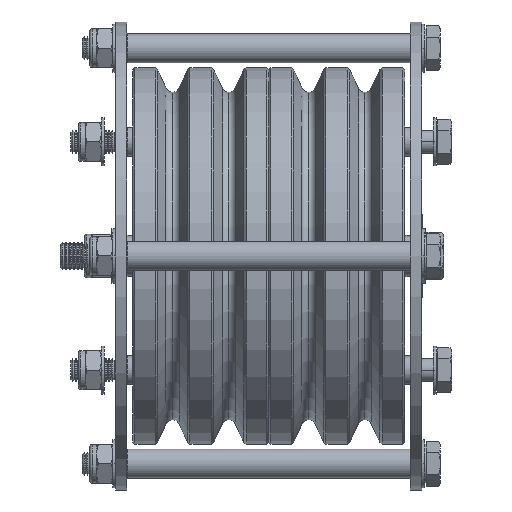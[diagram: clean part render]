
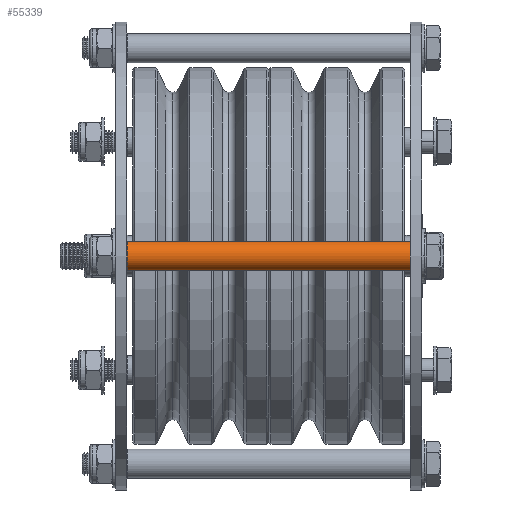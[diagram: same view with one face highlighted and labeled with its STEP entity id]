
A CAD part, front view. The second image highlights one B-rep face of the part: STEP entity #55339.
In plain terms, the highlighted cylindrical face has radius 6.35 mm (diameter 12.7 mm), a partial arc.
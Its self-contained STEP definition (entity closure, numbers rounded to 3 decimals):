
#110 = CARTESIAN_POINT ( 'NONE',  ( -6.35, 0., 62. ) ) ;
#6847 = DIRECTION ( 'NONE',  ( -1., 0., 0. ) ) ;
#7158 = CARTESIAN_POINT ( 'NONE',  ( 6.35, 0., 62. ) ) ;
#8333 = EDGE_CURVE ( 'NONE', #55226, #49606, #50202, .T. ) ;
#10890 = AXIS2_PLACEMENT_3D ( 'NONE', #28280, #22281, #64977 ) ;
#14514 = CARTESIAN_POINT ( 'NONE',  ( 6.35, 0., -62. ) ) ;
#16210 = DIRECTION ( 'NONE',  ( 1., 0., 0. ) ) ;
#19946 = ORIENTED_EDGE ( 'NONE', *, *, #8333, .T. ) ;
#21384 = VECTOR ( 'NONE', #55662, 1000. ) ;
#22281 = DIRECTION ( 'NONE',  ( 0., 0., 1. ) ) ;
#25525 = AXIS2_PLACEMENT_3D ( 'NONE', #31225, #26822, #16210 ) ;
#26822 = DIRECTION ( 'NONE',  ( 0., 0., 1. ) ) ;
#27401 = DIRECTION ( 'NONE',  ( 0., 0., -1. ) ) ;
#27595 = ORIENTED_EDGE ( 'NONE', *, *, #58141, .T. ) ;
#28280 = CARTESIAN_POINT ( 'NONE',  ( 0., 0., 62. ) ) ;
#28379 = EDGE_CURVE ( 'NONE', #53424, #39497, #59407, .T. ) ;
#31225 = CARTESIAN_POINT ( 'NONE',  ( 0., 0., -62. ) ) ;
#31817 = CIRCLE ( 'NONE', #10890, 6.35 ) ;
#32280 = EDGE_CURVE ( 'NONE', #55226, #53424, #31817, .T. ) ;
#33179 = CARTESIAN_POINT ( 'NONE',  ( 0., 0., 62. ) ) ;
#34472 = EDGE_LOOP ( 'NONE', ( #41018, #19946, #27595, #62218 ) ) ;
#38520 = CIRCLE ( 'NONE', #25525, 6.35 ) ;
#39243 = DIRECTION ( 'NONE',  ( 0., 0., -1. ) ) ;
#39497 = VERTEX_POINT ( 'NONE', #40194 ) ;
#40194 = CARTESIAN_POINT ( 'NONE',  ( -6.35, 0., -62. ) ) ;
#41018 = ORIENTED_EDGE ( 'NONE', *, *, #32280, .F. ) ;
#41935 = VECTOR ( 'NONE', #39243, 1000. ) ;
#42458 = CARTESIAN_POINT ( 'NONE',  ( 6.35, 0., 62. ) ) ;
#44615 = CARTESIAN_POINT ( 'NONE',  ( -6.35, 0., 62. ) ) ;
#49606 = VERTEX_POINT ( 'NONE', #14514 ) ;
#50202 = LINE ( 'NONE', #7158, #41935 ) ;
#51861 = AXIS2_PLACEMENT_3D ( 'NONE', #33179, #27401, #6847 ) ;
#53424 = VERTEX_POINT ( 'NONE', #110 ) ;
#55226 = VERTEX_POINT ( 'NONE', #42458 ) ;
#55339 = ADVANCED_FACE ( 'NONE', ( #61836 ), #57726, .T. ) ;
#55662 = DIRECTION ( 'NONE',  ( 0., 0., -1. ) ) ;
#57726 = CYLINDRICAL_SURFACE ( 'NONE', #51861, 6.35 ) ;
#58141 = EDGE_CURVE ( 'NONE', #49606, #39497, #38520, .T. ) ;
#59407 = LINE ( 'NONE', #44615, #21384 ) ;
#61836 = FACE_OUTER_BOUND ( 'NONE', #34472, .T. ) ;
#62218 = ORIENTED_EDGE ( 'NONE', *, *, #28379, .F. ) ;
#64977 = DIRECTION ( 'NONE',  ( 1., 0., 0. ) ) ;
